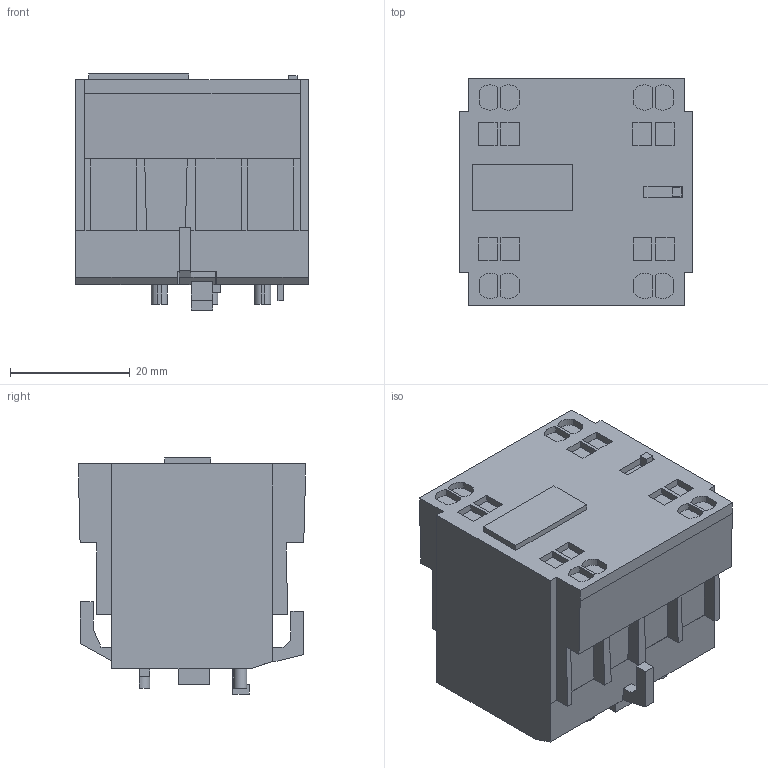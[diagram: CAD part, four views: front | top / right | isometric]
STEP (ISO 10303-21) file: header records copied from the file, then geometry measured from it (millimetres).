
FILE_DESCRIPTION((''),'2;1');
FILE_NAME('SB105163_3D_COLOUR','2013-09-03T',('SESA231906'),('Schneider-Electric'),'PRO/ENGINEER BY PARAMETRIC TECHNOLOGY CORPORATION, 2011410','PRO/ENGINEER BY PARAMETRIC TECHNOLOGY CORPORATION, 2011410','');
FILE_SCHEMA(('CONFIG_CONTROL_DESIGN'));
Length unit declared in the file: millimetre
Products named in the file (1): SB105163_3D_COLOUR
Bounding box: 38.8 x 37.9 x 39.45 mm (x, y, z)
Volume: 40570.6 mm3; surface area: 10021.9 mm2
Topology: 1 solids, 1 shells, 293 faces, 800 edges, 524 vertices
Faces by surface type: plane 271, extrusion 16, cylinder 6
Entity records: 9346 total; most frequent: CARTESIAN_POINT 1853, ORIENTED_EDGE 1600, DIRECTION 1384, EDGE_CURVE 800, VECTOR 770, LINE 754, VERTEX_POINT 524, EDGE_LOOP 322
